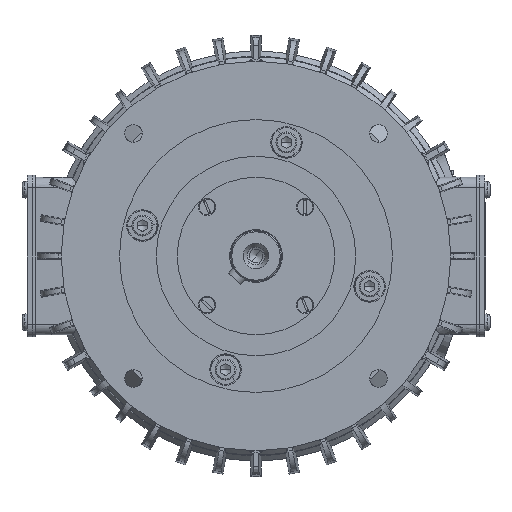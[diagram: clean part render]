
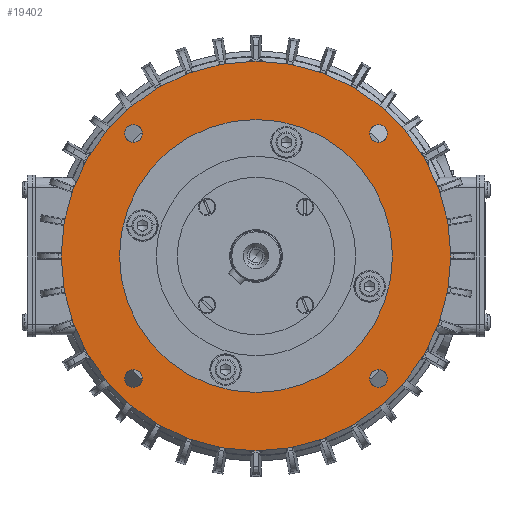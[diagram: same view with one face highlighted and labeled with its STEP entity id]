
A CAD part, left-side view. The second image highlights one B-rep face of the part: STEP entity #19402.
In plain terms, the highlighted planar face has unit normal (-1, 0, 0).
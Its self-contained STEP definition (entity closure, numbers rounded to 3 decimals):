
#7142=CARTESIAN_POINT('',(-1.85,65.,0.));
#7143=VERTEX_POINT('',#7142);
#7159=CARTESIAN_POINT('',(-1.85,-65.,0.));
#7160=VERTEX_POINT('',#7159);
#7167=CARTESIAN_POINT('',(-1.85,0.,0.));
#7168=DIRECTION('',(-1.0,0.0,0.0));
#7169=DIRECTION('',(0.0,1.0,0.0));
#7170=AXIS2_PLACEMENT_3D('',#7167,#7168,#7169);
#7171=CIRCLE('',#7170,65.0);
#7172=EDGE_CURVE('',#7160,#7143,#7171,.T.);
#7182=CARTESIAN_POINT('',(-1.85,92.75,0.));
#7183=VERTEX_POINT('',#7182);
#7192=CARTESIAN_POINT('',(-1.85,-92.75,0.));
#7193=VERTEX_POINT('',#7192);
#7194=CARTESIAN_POINT('',(-1.85,0.,0.));
#7195=DIRECTION('',(-1.0,0.0,0.0));
#7196=DIRECTION('',(0.0,1.0,0.0));
#7197=AXIS2_PLACEMENT_3D('',#7194,#7195,#7196);
#7198=CIRCLE('',#7197,92.75);
#7199=EDGE_CURVE('',#7193,#7183,#7198,.T.);
#7247=CARTESIAN_POINT('',(-1.85,-54.148,-58.336));
#7248=VERTEX_POINT('',#7247);
#7273=CARTESIAN_POINT('',(-1.85,-62.524,-58.336));
#7274=VERTEX_POINT('',#7273);
#7281=CARTESIAN_POINT('',(-1.85,-58.336,-58.336));
#7282=DIRECTION('',(1.0,0.0,0.0));
#7283=DIRECTION('',(0.0,1.0,0.0));
#7284=AXIS2_PLACEMENT_3D('',#7281,#7282,#7283);
#7285=CIRCLE('',#7284,4.188);
#7286=EDGE_CURVE('',#7248,#7274,#7285,.T.);
#7319=CARTESIAN_POINT('',(-1.85,58.336,-54.148));
#7320=VERTEX_POINT('',#7319);
#7345=CARTESIAN_POINT('',(-1.85,58.336,-62.524));
#7346=VERTEX_POINT('',#7345);
#7353=CARTESIAN_POINT('',(-1.85,58.336,-58.336));
#7354=DIRECTION('',(1.0,0.0,0.0));
#7355=DIRECTION('',(0.0,0.0,1.0));
#7356=AXIS2_PLACEMENT_3D('',#7353,#7354,#7355);
#7357=CIRCLE('',#7356,4.188);
#7358=EDGE_CURVE('',#7320,#7346,#7357,.T.);
#7391=CARTESIAN_POINT('',(-1.85,54.148,58.336));
#7392=VERTEX_POINT('',#7391);
#7415=CARTESIAN_POINT('',(-1.85,62.524,58.336));
#7416=VERTEX_POINT('',#7415);
#7423=CARTESIAN_POINT('',(-1.85,58.336,58.336));
#7424=DIRECTION('',(1.0,0.0,0.0));
#7425=DIRECTION('',(0.0,-1.0,0.0));
#7426=AXIS2_PLACEMENT_3D('',#7423,#7424,#7425);
#7427=CIRCLE('',#7426,4.188);
#7428=EDGE_CURVE('',#7392,#7416,#7427,.T.);
#7461=CARTESIAN_POINT('',(-1.85,-58.336,54.148));
#7462=VERTEX_POINT('',#7461);
#7485=CARTESIAN_POINT('',(-1.85,-58.336,62.524));
#7486=VERTEX_POINT('',#7485);
#7493=CARTESIAN_POINT('',(-1.85,-58.336,58.336));
#7494=DIRECTION('',(1.0,0.0,0.0));
#7495=DIRECTION('',(0.0,0.0,-1.0));
#7496=AXIS2_PLACEMENT_3D('',#7493,#7494,#7495);
#7497=CIRCLE('',#7496,4.188);
#7498=EDGE_CURVE('',#7462,#7486,#7497,.T.);
#19176=CARTESIAN_POINT('',(-1.85,-58.336,58.336));
#19177=DIRECTION('',(1.0,0.0,0.0));
#19178=DIRECTION('',(0.0,0.0,-1.0));
#19179=AXIS2_PLACEMENT_3D('',#19176,#19177,#19178);
#19180=CIRCLE('',#19179,4.188);
#19181=EDGE_CURVE('',#7486,#7462,#19180,.T.);
#19228=CARTESIAN_POINT('',(-1.85,58.336,58.336));
#19229=DIRECTION('',(1.0,0.0,0.0));
#19230=DIRECTION('',(0.0,-1.0,0.0));
#19231=AXIS2_PLACEMENT_3D('',#19228,#19229,#19230);
#19232=CIRCLE('',#19231,4.188);
#19233=EDGE_CURVE('',#7416,#7392,#19232,.T.);
#19280=CARTESIAN_POINT('',(-1.85,58.336,-58.336));
#19281=DIRECTION('',(1.0,0.0,0.0));
#19282=DIRECTION('',(0.0,0.0,1.0));
#19283=AXIS2_PLACEMENT_3D('',#19280,#19281,#19282);
#19284=CIRCLE('',#19283,4.188);
#19285=EDGE_CURVE('',#7346,#7320,#19284,.T.);
#19334=CARTESIAN_POINT('',(-1.85,-58.336,-58.336));
#19335=DIRECTION('',(1.0,0.0,0.0));
#19336=DIRECTION('',(0.0,1.0,0.0));
#19337=AXIS2_PLACEMENT_3D('',#19334,#19335,#19336);
#19338=CIRCLE('',#19337,4.188);
#19339=EDGE_CURVE('',#7274,#7248,#19338,.T.);
#19361=CARTESIAN_POINT('',(-1.85,0.,0.));
#19362=DIRECTION('',(-1.0,0.0,0.0));
#19363=DIRECTION('',(0.0,1.0,0.0));
#19364=AXIS2_PLACEMENT_3D('',#19361,#19362,#19363);
#19365=PLANE('',#19364);
#19366=ORIENTED_EDGE('',*,*,#7199,.T.);
#19367=CARTESIAN_POINT('',(-1.85,0.,0.));
#19368=DIRECTION('',(-1.0,0.0,0.0));
#19369=DIRECTION('',(0.0,1.0,0.0));
#19370=AXIS2_PLACEMENT_3D('',#19367,#19368,#19369);
#19371=CIRCLE('',#19370,92.75);
#19372=EDGE_CURVE('',#7183,#7193,#19371,.T.);
#19373=ORIENTED_EDGE('',*,*,#19372,.T.);
#19374=EDGE_LOOP('',(#19366,#19373));
#19375=FACE_OUTER_BOUND('',#19374,.T.);
#19376=ORIENTED_EDGE('',*,*,#7498,.T.);
#19377=ORIENTED_EDGE('',*,*,#19181,.T.);
#19378=EDGE_LOOP('',(#19376,#19377));
#19379=FACE_BOUND('',#19378,.T.);
#19380=ORIENTED_EDGE('',*,*,#7428,.T.);
#19381=ORIENTED_EDGE('',*,*,#19233,.T.);
#19382=EDGE_LOOP('',(#19380,#19381));
#19383=FACE_BOUND('',#19382,.T.);
#19384=ORIENTED_EDGE('',*,*,#7358,.T.);
#19385=ORIENTED_EDGE('',*,*,#19285,.T.);
#19386=EDGE_LOOP('',(#19384,#19385));
#19387=FACE_BOUND('',#19386,.T.);
#19388=ORIENTED_EDGE('',*,*,#7286,.T.);
#19389=ORIENTED_EDGE('',*,*,#19339,.T.);
#19390=EDGE_LOOP('',(#19388,#19389));
#19391=FACE_BOUND('',#19390,.T.);
#19392=ORIENTED_EDGE('',*,*,#7172,.F.);
#19393=CARTESIAN_POINT('',(-1.85,0.,0.));
#19394=DIRECTION('',(-1.0,0.0,0.0));
#19395=DIRECTION('',(0.0,1.0,0.0));
#19396=AXIS2_PLACEMENT_3D('',#19393,#19394,#19395);
#19397=CIRCLE('',#19396,65.0);
#19398=EDGE_CURVE('',#7143,#7160,#19397,.T.);
#19399=ORIENTED_EDGE('',*,*,#19398,.F.);
#19400=EDGE_LOOP('',(#19392,#19399));
#19401=FACE_BOUND('',#19400,.T.);
#19402=ADVANCED_FACE('',(#19375,#19379,#19383,#19387,#19391,#19401),#19365,.T.);
